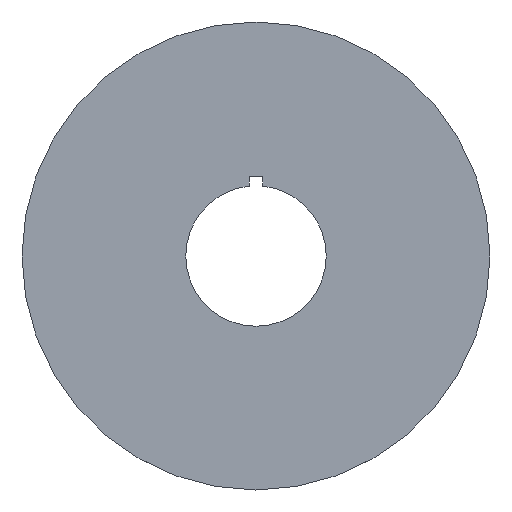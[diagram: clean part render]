
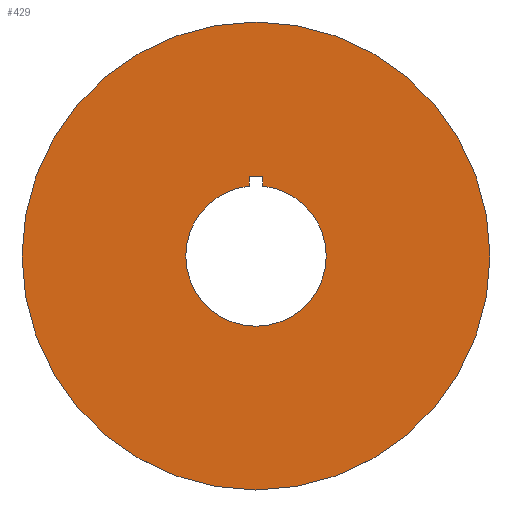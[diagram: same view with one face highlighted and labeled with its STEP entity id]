
A CAD part, top view. The second image highlights one B-rep face of the part: STEP entity #429.
In plain terms, the highlighted planar face has unit normal (0, 0, 1).
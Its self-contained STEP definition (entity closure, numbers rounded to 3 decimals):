
#141=CARTESIAN_POINT('',(-11.25,0.,0.15));
#142=VERTEX_POINT('',#141);
#160=CARTESIAN_POINT('',(-1.1,11.196,0.15));
#161=VERTEX_POINT('',#160);
#168=CARTESIAN_POINT('',(0.0,0.0,0.15));
#169=DIRECTION('',(0.0,0.0,1.0));
#170=DIRECTION('',(1.0,0.0,0.0));
#171=AXIS2_PLACEMENT_3D('',#168,#169,#170);
#172=CIRCLE('',#171,11.25);
#173=EDGE_CURVE('',#161,#142,#172,.T.);
#185=CARTESIAN_POINT('',(11.25,0.,0.15));
#186=VERTEX_POINT('',#185);
#201=CARTESIAN_POINT('',(0.0,0.0,0.15));
#202=DIRECTION('',(0.0,0.0,1.0));
#203=DIRECTION('',(1.0,0.0,0.0));
#204=AXIS2_PLACEMENT_3D('',#201,#202,#203);
#205=CIRCLE('',#204,11.25);
#206=EDGE_CURVE('',#142,#186,#205,.T.);
#218=CARTESIAN_POINT('',(37.5,0.0,0.15));
#219=VERTEX_POINT('',#218);
#235=CARTESIAN_POINT('',(-37.5,0.,0.15));
#236=VERTEX_POINT('',#235);
#243=CARTESIAN_POINT('',(0.0,0.0,0.15));
#244=DIRECTION('',(0.0,0.0,-1.0));
#245=DIRECTION('',(1.0,0.0,0.0));
#246=AXIS2_PLACEMENT_3D('',#243,#244,#245);
#247=CIRCLE('',#246,37.5);
#248=EDGE_CURVE('',#236,#219,#247,.T.);
#259=CARTESIAN_POINT('',(0.0,0.0,0.15));
#260=DIRECTION('',(0.0,0.0,-1.0));
#261=DIRECTION('',(1.0,0.0,0.0));
#262=AXIS2_PLACEMENT_3D('',#259,#260,#261);
#263=CIRCLE('',#262,37.5);
#264=EDGE_CURVE('',#219,#236,#263,.T.);
#283=CARTESIAN_POINT('',(1.1,11.196,0.15));
#284=VERTEX_POINT('',#283);
#285=CARTESIAN_POINT('',(0.0,0.0,0.15));
#286=DIRECTION('',(0.0,0.0,1.0));
#287=DIRECTION('',(1.0,0.0,0.0));
#288=AXIS2_PLACEMENT_3D('',#285,#286,#287);
#289=CIRCLE('',#288,11.25);
#290=EDGE_CURVE('',#186,#284,#289,.T.);
#315=CARTESIAN_POINT('',(1.1,12.7,0.15));
#316=VERTEX_POINT('',#315);
#317=CARTESIAN_POINT('',(1.1,11.196,0.15));
#318=DIRECTION('',(0.0,1.0,0.0));
#319=VECTOR('',#318,1.504);
#320=LINE('',#317,#319);
#321=EDGE_CURVE('',#284,#316,#320,.T.);
#346=CARTESIAN_POINT('',(-1.1,12.7,0.15));
#347=VERTEX_POINT('',#346);
#348=CARTESIAN_POINT('',(1.1,12.7,0.15));
#349=DIRECTION('',(-1.0,0.0,0.0));
#350=VECTOR('',#349,2.2);
#351=LINE('',#348,#350);
#352=EDGE_CURVE('',#316,#347,#351,.T.);
#377=CARTESIAN_POINT('',(-1.1,12.7,0.15));
#378=DIRECTION('',(0.0,-1.0,0.0));
#379=VECTOR('',#378,1.504);
#380=LINE('',#377,#379);
#381=EDGE_CURVE('',#347,#161,#380,.T.);
#412=CARTESIAN_POINT('',(3.409,0.,0.15));
#413=DIRECTION('',(0.0,0.0,1.0));
#414=DIRECTION('',(1.0,0.0,0.0));
#415=AXIS2_PLACEMENT_3D('',#412,#413,#414);
#416=PLANE('',#415);
#417=ORIENTED_EDGE('',*,*,#264,.F.);
#418=ORIENTED_EDGE('',*,*,#248,.F.);
#419=EDGE_LOOP('',(#417,#418));
#420=FACE_OUTER_BOUND('',#419,.T.);
#421=ORIENTED_EDGE('',*,*,#173,.F.);
#422=ORIENTED_EDGE('',*,*,#381,.F.);
#423=ORIENTED_EDGE('',*,*,#352,.F.);
#424=ORIENTED_EDGE('',*,*,#321,.F.);
#425=ORIENTED_EDGE('',*,*,#290,.F.);
#426=ORIENTED_EDGE('',*,*,#206,.F.);
#427=EDGE_LOOP('',(#421,#422,#423,#424,#425,#426));
#428=FACE_BOUND('',#427,.T.);
#429=ADVANCED_FACE('',(#420,#428),#416,.T.);
